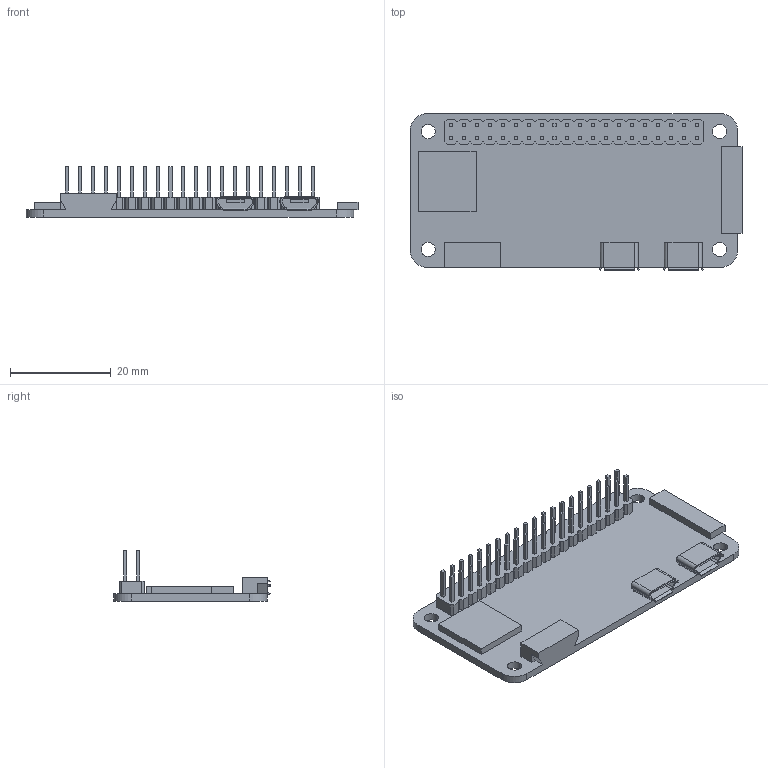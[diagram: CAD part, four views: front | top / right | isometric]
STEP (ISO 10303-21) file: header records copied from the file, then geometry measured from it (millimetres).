
FILE_DESCRIPTION((''),'2;1');
FILE_NAME('0304-09','2021-03-23T',('Administrator'),(''),'PRO/ENGINEER BY PARAMETRIC TECHNOLOGY CORPORATION, 2001280','PRO/ENGINEER BY PARAMETRIC TECHNOLOGY CORPORATION, 2001280','');
FILE_SCHEMA(('CONFIG_CONTROL_DESIGN'));
Length unit declared in the file: millimetre
Products named in the file (1): 0304-09
Bounding box: 65.85 x 31.1 x 10 mm (x, y, z)
Volume: 4170.6 mm3; surface area: 5791.7 mm2
Topology: 1 solids, 1 shells, 582 faces, 1620 edges, 1070 vertices
Faces by surface type: plane 544, cylinder 38
Entity records: 18494 total; most frequent: CARTESIAN_POINT 3396, ORIENTED_EDGE 3240, DIRECTION 2846, EDGE_CURVE 1620, VECTOR 1514, LINE 1514, VERTEX_POINT 1070, AXIS2_PLACEMENT_3D 666
